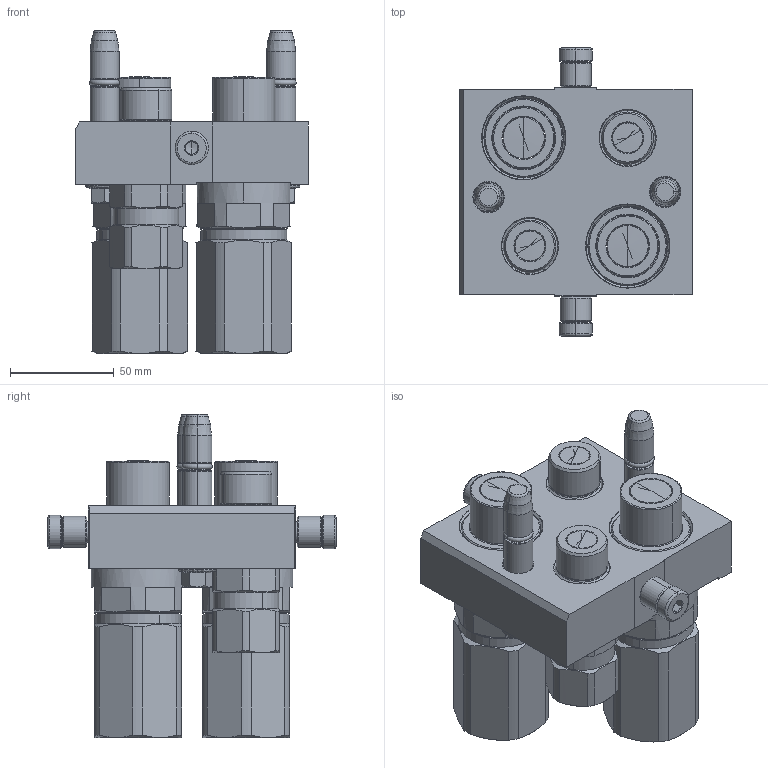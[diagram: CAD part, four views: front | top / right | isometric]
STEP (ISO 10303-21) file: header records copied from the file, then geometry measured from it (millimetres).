
FILE_DESCRIPTION (( 'STEP AP214' ), '1' );
FILE_NAME ('FASTER.step', '2022-04-01T08:21:28', ( '' ), ( '' ), 'SwSTEP 2.0', 'SolidWorks 2017', '' );
FILE_SCHEMA (( 'AUTOMOTIVE_DESIGN' ));
Length unit declared in the file: millimetre
Products named in the file (12): 4830_010_0000_032; 3ffnp34_gas_m; 4830_013_3000_030; 4830_028_1000_011; P510_M_BASE; 2ffnp12-18g_m; 4830_021_0000_000; 1540_080_0008_000; FASTER; or2_62x9_19_m; et002
Assembly tree (18 placements, depth 3):
  FASTER
    P510_M_BASE
      4830_010_0000_032
      4830_013_3000_030  x2
      4830_028_1000_011  x2
      4830_021_0000_000  x2
      1540_080_0008_000  x2
      or2_62x9_19_m  x2
    3ffnp34_gas_m  x2
      3ffnp34_gas_m
    2ffnp12-18g_m  x2
    et002
Bounding box: 112.3 x 138.6 x 155.35 mm (x, y, z)
Volume: 75809.1 mm3; surface area: 159355.9 mm2
Topology: 11 solids, 46 shells, 2007 faces, 5572 edges, 3616 vertices
Faces by surface type: plane 1046, cone 398, cylinder 379, torus 144, bspline 40
Entity records: 55879 total; most frequent: CARTESIAN_POINT 14335, ORIENTED_EDGE 7571, DIRECTION 7188, EDGE_CURVE 3987, LINE 2702, VECTOR 2702, VERTEX_POINT 2608, AXIS2_PLACEMENT_3D 2243
